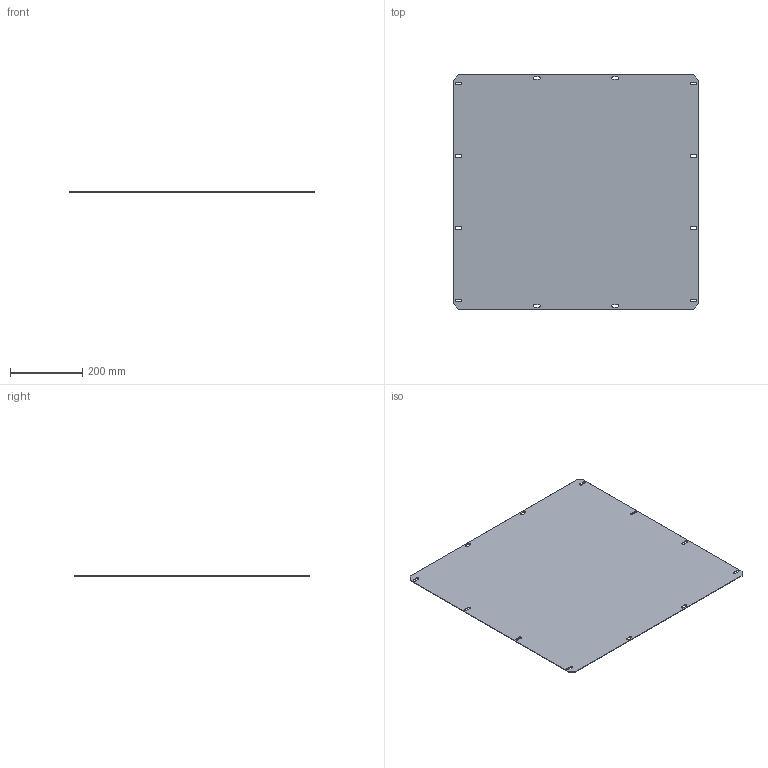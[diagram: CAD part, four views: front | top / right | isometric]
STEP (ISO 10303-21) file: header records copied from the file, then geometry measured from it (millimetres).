
FILE_DESCRIPTION (( 'STEP AP214' ), '1' );
FILE_NAME ('ÀÃÈÅ 275.46.00.001 FORMAT Ôëàíåö îñíîâàíèÿ ñïëîøíîé â øêàô 800õ800 IEK.STEP', '2024-06-24T12:30:10', ( '' ), ( '' ), 'SwSTEP 2.0', 'SolidWorks 2022', '' );
FILE_SCHEMA (( 'AUTOMOTIVE_DESIGN' ));
Length unit declared in the file: millimetre
Products named in the file (1): АГИЕ 275.46.00.001 FORMAT Фланец основания сплошной в шкаф 800х800 IEK
Bounding box: 680 x 648 x 1.5 mm (x, y, z)
Volume: 658080.3 mm3; surface area: 882199.5 mm2
Topology: 1 solids, 1 shells, 70 faces, 204 edges, 136 vertices
Faces by surface type: cylinder 36, plane 34
Entity records: 2422 total; most frequent: DIRECTION 418, CARTESIAN_POINT 411, ORIENTED_EDGE 408, EDGE_CURVE 204, AXIS2_PLACEMENT_3D 143, VERTEX_POINT 136, LINE 132, VECTOR 132
